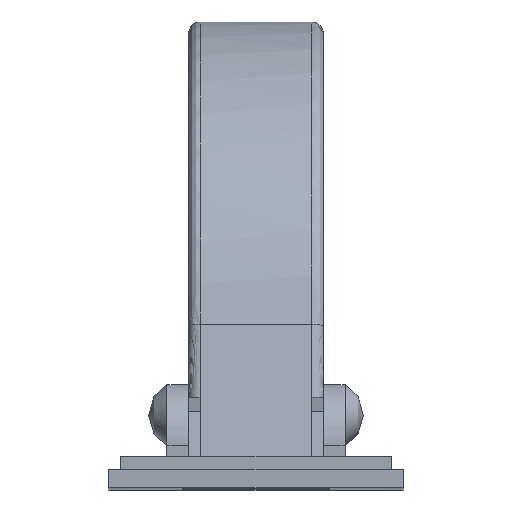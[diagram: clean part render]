
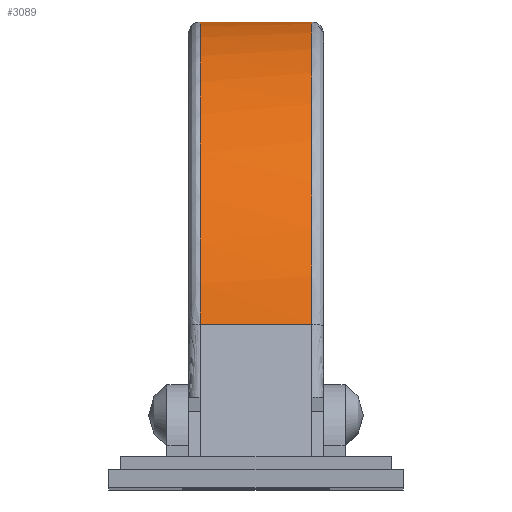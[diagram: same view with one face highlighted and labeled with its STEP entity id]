
A CAD part, top view. The second image highlights one B-rep face of the part: STEP entity #3089.
In plain terms, the highlighted free-form (B-spline) face has degree [1, 2] with [2, 5] control points.
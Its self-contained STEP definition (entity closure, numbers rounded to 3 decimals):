
#2381=CARTESIAN_POINT('',(17.178,4.55,-28.562));
#2382=VERTEX_POINT('',#2381);
#2429=CARTESIAN_POINT('',(13.349,4.55,29.519));
#2430=VERTEX_POINT('',#2429);
#2444=CARTESIAN_POINT('',(17.178,4.55,-28.562));
#2445=CARTESIAN_POINT('',(39.476,4.55,-21.397));
#2446=CARTESIAN_POINT('',(37.935,4.55,1.973));
#2447=CARTESIAN_POINT('',(36.394,4.55,25.344));
#2448=CARTESIAN_POINT('',(13.349,4.55,29.519));
#2456=(BOUNDED_CURVE()B_SPLINE_CURVE(2,(#2444,#2445,#2446,#2447,#2448),.UNSPECIFIED.,.F.,.U.)B_SPLINE_CURVE_WITH_KNOTS((3,2,3),(0.0,0.5,1.0),.UNSPECIFIED.)CURVE()GEOMETRIC_REPRESENTATION_ITEM()RATIONAL_B_SPLINE_CURVE((1.0,0.788,1.0,0.788,1.0))REPRESENTATION_ITEM(''));
#2457=EDGE_CURVE('',#2382,#2430,#2456,.T.);
#2539=CARTESIAN_POINT('',(13.349,-4.55,29.519));
#2540=VERTEX_POINT('',#2539);
#2611=CARTESIAN_POINT('',(17.178,-4.55,-28.562));
#2612=VERTEX_POINT('',#2611);
#2626=CARTESIAN_POINT('',(13.349,-4.55,29.519));
#2627=CARTESIAN_POINT('',(36.394,-4.55,25.344));
#2628=CARTESIAN_POINT('',(37.935,-4.55,1.973));
#2629=CARTESIAN_POINT('',(39.476,-4.55,-21.397));
#2630=CARTESIAN_POINT('',(17.178,-4.55,-28.562));
#2638=(BOUNDED_CURVE()B_SPLINE_CURVE(2,(#2626,#2627,#2628,#2629,#2630),.UNSPECIFIED.,.F.,.U.)B_SPLINE_CURVE_WITH_KNOTS((3,2,3),(0.0,0.5,1.0),.UNSPECIFIED.)CURVE()GEOMETRIC_REPRESENTATION_ITEM()RATIONAL_B_SPLINE_CURVE((1.0,0.788,1.0,0.788,1.0))REPRESENTATION_ITEM(''));
#2639=EDGE_CURVE('',#2540,#2612,#2638,.T.);
#3047=CARTESIAN_POINT('',(13.349,4.55,29.519));
#3048=CARTESIAN_POINT('',(13.349,-4.55,29.519));
#3049=QUASI_UNIFORM_CURVE('',1,(#3047,#3048),.UNSPECIFIED.,.F.,.U.);
#3050=EDGE_CURVE('',#2430,#2540,#3049,.T.);
#3061=CARTESIAN_POINT('',(12.531,4.777,29.656));
#3062=CARTESIAN_POINT('',(12.531,-4.783,29.656));
#3063=CARTESIAN_POINT('',(36.977,4.777,25.921));
#3064=CARTESIAN_POINT('',(36.977,-4.783,25.921));
#3065=CARTESIAN_POINT('',(37.976,4.777,1.211));
#3066=CARTESIAN_POINT('',(37.976,-4.783,1.211));
#3067=CARTESIAN_POINT('',(38.974,4.777,-23.499));
#3068=CARTESIAN_POINT('',(38.974,-4.783,-23.499));
#3069=CARTESIAN_POINT('',(14.908,4.777,-29.194));
#3070=CARTESIAN_POINT('',(14.908,-4.783,-29.194));
#3078=(BOUNDED_SURFACE()B_SPLINE_SURFACE(1,2,((#3061,#3063,#3065,#3067,#3069),(#3062,#3064,#3066,#3068,#3070)),.UNSPECIFIED.,.F.,.F.,.U.)B_SPLINE_SURFACE_WITH_KNOTS((2,2),(3,2,3),(0.0,9.561),(0.0,43.084,86.169),.UNSPECIFIED.)GEOMETRIC_REPRESENTATION_ITEM()RATIONAL_B_SPLINE_SURFACE(((1.0,0.772,1.0,0.772,1.0),(1.0,0.772,1.0,0.772,1.0)))REPRESENTATION_ITEM('')SURFACE());
#3079=CARTESIAN_POINT('',(17.178,4.55,-28.562));
#3080=CARTESIAN_POINT('',(17.178,-4.55,-28.562));
#3081=QUASI_UNIFORM_CURVE('',1,(#3079,#3080),.UNSPECIFIED.,.F.,.U.);
#3082=EDGE_CURVE('',#2382,#2612,#3081,.T.);
#3083=ORIENTED_EDGE('',*,*,#3082,.F.);
#3084=ORIENTED_EDGE('',*,*,#2457,.T.);
#3085=ORIENTED_EDGE('',*,*,#3050,.T.);
#3086=ORIENTED_EDGE('',*,*,#2639,.T.);
#3087=EDGE_LOOP('',(#3083,#3084,#3085,#3086));
#3088=FACE_OUTER_BOUND('',#3087,.T.);
#3089=ADVANCED_FACE('',(#3088),#3078,.T.);
